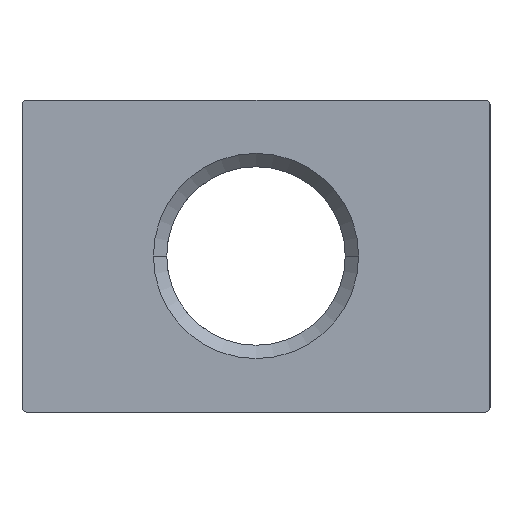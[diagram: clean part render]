
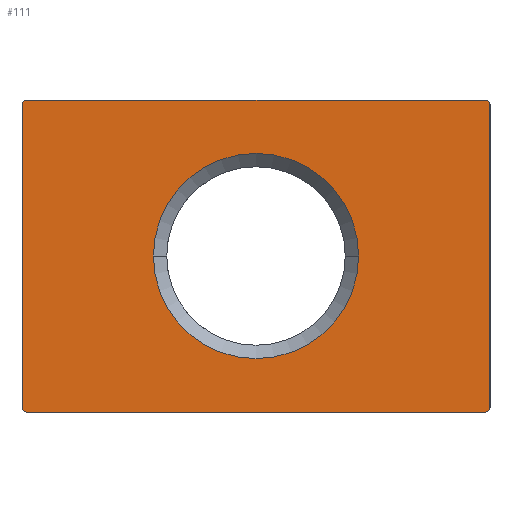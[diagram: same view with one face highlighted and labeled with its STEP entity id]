
A CAD part, left-side view. The second image highlights one B-rep face of the part: STEP entity #111.
In plain terms, the highlighted planar face has unit normal (-1, 0, 0).
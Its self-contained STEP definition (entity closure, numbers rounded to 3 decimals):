
#111=ADVANCED_FACE('',(#245,#246),#247,.T.);
#245=FACE_OUTER_BOUND('',#407,.T.);
#246=FACE_BOUND('',#408,.T.);
#247=PLANE('',#409);
#407=EDGE_LOOP('',(#675,#676,#677,#678,#679,#680,#681,#682));
#408=EDGE_LOOP('',(#683,#684));
#409=AXIS2_PLACEMENT_3D('',#685,#686,#687);
#675=ORIENTED_EDGE('',*,*,#994,.T.);
#676=ORIENTED_EDGE('',*,*,#1064,.F.);
#677=ORIENTED_EDGE('',*,*,#1065,.T.);
#678=ORIENTED_EDGE('',*,*,#1066,.T.);
#679=ORIENTED_EDGE('',*,*,#1067,.T.);
#680=ORIENTED_EDGE('',*,*,#1068,.T.);
#681=ORIENTED_EDGE('',*,*,#1069,.T.);
#682=ORIENTED_EDGE('',*,*,#967,.F.);
#683=ORIENTED_EDGE('',*,*,#1049,.T.);
#684=ORIENTED_EDGE('',*,*,#1070,.T.);
#685=CARTESIAN_POINT('',(-75.5,30.0,-10.0));
#686=DIRECTION('',(-1.0,0.0,0.0));
#687=DIRECTION('',(0.0,0.0,1.0));
#967=EDGE_CURVE('',#1149,#1151,#1152,.T.);
#994=EDGE_CURVE('',#1149,#1200,#1201,.T.);
#1049=EDGE_CURVE('',#1284,#1287,#1289,.T.);
#1064=EDGE_CURVE('',#1306,#1200,#1307,.T.);
#1065=EDGE_CURVE('',#1306,#1308,#1309,.T.);
#1066=EDGE_CURVE('',#1308,#1310,#1311,.T.);
#1067=EDGE_CURVE('',#1310,#1312,#1313,.T.);
#1068=EDGE_CURVE('',#1312,#1314,#1315,.T.);
#1069=EDGE_CURVE('',#1314,#1151,#1316,.T.);
#1070=EDGE_CURVE('',#1287,#1284,#1317,.T.);
#1149=VERTEX_POINT('',#1413);
#1151=VERTEX_POINT('',#1416);
#1152=LINE('',#1417,#1418);
#1200=VERTEX_POINT('',#1474);
#1201=CIRCLE('',#1475,0.3);
#1284=VERTEX_POINT('',#1703);
#1287=VERTEX_POINT('',#1707);
#1289=CIRCLE('',#1710,6.579);
#1306=VERTEX_POINT('',#1777);
#1307=LINE('',#1778,#1779);
#1308=VERTEX_POINT('',#1780);
#1309=CIRCLE('',#1781,0.3);
#1310=VERTEX_POINT('',#1782);
#1311=LINE('',#1783,#1784);
#1312=VERTEX_POINT('',#1785);
#1313=CIRCLE('',#1786,0.3);
#1314=VERTEX_POINT('',#1787);
#1315=LINE('',#1788,#1789);
#1316=CIRCLE('',#1790,0.3);
#1317=CIRCLE('',#1791,6.579);
#1413=CARTESIAN_POINT('',(-75.5,29.7,10.0));
#1416=CARTESIAN_POINT('',(-75.5,0.3,10.0));
#1417=CARTESIAN_POINT('',(-75.5,29.7,10.0));
#1418=VECTOR('',#1950,29.4);
#1474=CARTESIAN_POINT('',(-75.5,30.0,9.7));
#1475=AXIS2_PLACEMENT_3D('',#2001,#2002,#2003);
#1703=CARTESIAN_POINT('',(-75.5,8.422,0.0));
#1707=CARTESIAN_POINT('',(-75.5,21.579,0.));
#1710=AXIS2_PLACEMENT_3D('',#2078,#2079,#2080);
#1777=CARTESIAN_POINT('',(-75.5,30.0,-9.7));
#1778=CARTESIAN_POINT('',(-75.5,30.0,-9.7));
#1779=VECTOR('',#2090,19.4);
#1780=CARTESIAN_POINT('',(-75.5,29.7,-10.0));
#1781=AXIS2_PLACEMENT_3D('',#2091,#2092,#2093);
#1782=CARTESIAN_POINT('',(-75.5,0.3,-10.0));
#1783=CARTESIAN_POINT('',(-75.5,29.7,-10.0));
#1784=VECTOR('',#2094,29.4);
#1785=CARTESIAN_POINT('',(-75.5,0.0,-9.7));
#1786=AXIS2_PLACEMENT_3D('',#2095,#2096,#2097);
#1787=CARTESIAN_POINT('',(-75.5,0.0,9.7));
#1788=CARTESIAN_POINT('',(-75.5,0.0,-9.7));
#1789=VECTOR('',#2098,19.4);
#1790=AXIS2_PLACEMENT_3D('',#2099,#2100,#2101);
#1791=AXIS2_PLACEMENT_3D('',#2102,#2103,#2104);
#1950=DIRECTION('',(0.0,-1.0,0.0));
#2001=CARTESIAN_POINT('',(-75.5,29.7,9.7));
#2002=DIRECTION('',(-1.0,0.0,0.0));
#2003=DIRECTION('',(0.0,0.0,1.0));
#2078=CARTESIAN_POINT('',(-75.5,15.0,0.0));
#2079=DIRECTION('',(1.0,0.0,0.0));
#2080=DIRECTION('',(0.0,1.0,0.0));
#2090=DIRECTION('',(0.0,0.0,1.0));
#2091=CARTESIAN_POINT('',(-75.5,29.7,-9.7));
#2092=DIRECTION('',(-1.0,0.0,0.0));
#2093=DIRECTION('',(0.0,1.0,0.));
#2094=DIRECTION('',(0.0,-1.0,0.0));
#2095=CARTESIAN_POINT('',(-75.5,0.3,-9.7));
#2096=DIRECTION('',(-1.0,0.0,0.0));
#2097=DIRECTION('',(0.0,0.0,-1.0));
#2098=DIRECTION('',(0.0,0.0,1.0));
#2099=CARTESIAN_POINT('',(-75.5,0.3,9.7));
#2100=DIRECTION('',(-1.0,0.0,0.0));
#2101=DIRECTION('',(0.0,-1.0,0.0));
#2102=CARTESIAN_POINT('',(-75.5,15.0,0.0));
#2103=DIRECTION('',(1.0,0.0,0.0));
#2104=DIRECTION('',(0.0,1.0,0.0));
